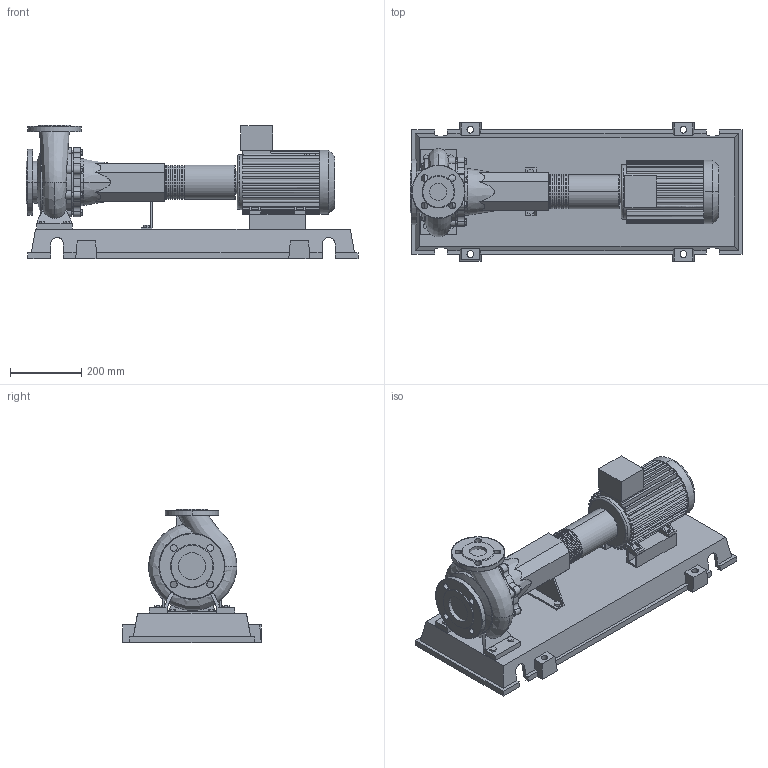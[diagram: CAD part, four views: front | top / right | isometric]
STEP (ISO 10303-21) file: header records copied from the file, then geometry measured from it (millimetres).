
FILE_DESCRIPTION((''),'2;1');
FILE_NAME('3d_NL40_160-1.5-4-12-4108961.stp','2015-03-03T07:07:31',(''),(''),'Mechanical Desktop 2009','Mechanical Desktop 2009',', , ');
FILE_SCHEMA(('CONFIG_CONTROL_DESIGN'));
Length unit declared in the file: millimetre
Products named in the file (1): Product
Bounding box: 935 x 390 x 375 mm (x, y, z)
Volume: 21335007.9 mm3; surface area: 2092680.1 mm2
Topology: 13 solids, 13 shells, 833 faces, 2216 edges, 1455 vertices
Faces by surface type: plane 435, bspline 203, cylinder 181, cone 8, torus 6
Entity records: 30264 total; most frequent: CARTESIAN_POINT 9623, ORIENTED_EDGE 4434, DIRECTION 4029, EDGE_CURVE 2217, VERTEX_POINT 1454, VECTOR 1435, LINE 1435, AXIS2_PLACEMENT_3D 1297
